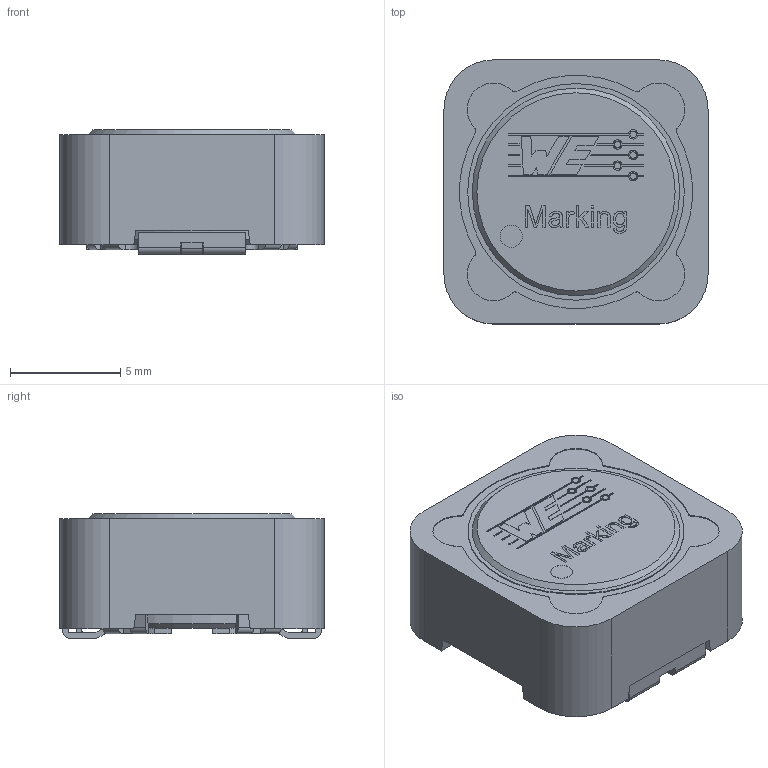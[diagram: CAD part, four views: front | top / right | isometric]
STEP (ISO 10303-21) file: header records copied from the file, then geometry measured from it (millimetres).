
FILE_DESCRIPTION( ( 'Unknown' ), '1' );
FILE_NAME( '744771xxx.stp', 'Unknown', ( 'Unknown' ), ( 'Unknown' ), 'PSStep 21.0.46', 'Unknown', ' ' );
FILE_SCHEMA( ( 'AUTOMOTIVE_DESIGN { 1 0 10303 214 1 1 1 1 }' ) );
Length unit declared in the file: millimetre
Products named in the file (6): Assem1; Core; ShieldRing; Glue; Leadframe
Assembly tree (5 placements, depth 2):
  Assem1
    Core
    ShieldRing
    Glue
    Leadframe
    Leadframe
Bounding box: 12 x 12 x 5.66 mm (x, y, z)
Volume: 449 mm3; surface area: 1162.2 mm2
Topology: 5 solids, 5 shells, 416 faces, 1125 edges, 745 vertices
Faces by surface type: plane 277, cylinder 105, extrusion 31, cone 2, torus 1
Full cylindrical faces by diameter (mm): 1 x1, 4.8 x1, 9.85 x3
Entity records: 17381 total; most frequent: CARTESIAN_POINT 3717, ORIENTED_EDGE 2220, DIRECTION 1941, EDGE_CURVE 1110, VERTEX_POINT 744, VECTOR 695, LINE 664, AXIS2_PLACEMENT_3D 623
